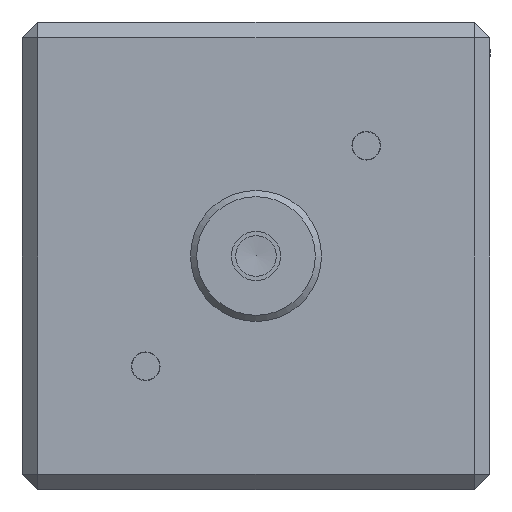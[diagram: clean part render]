
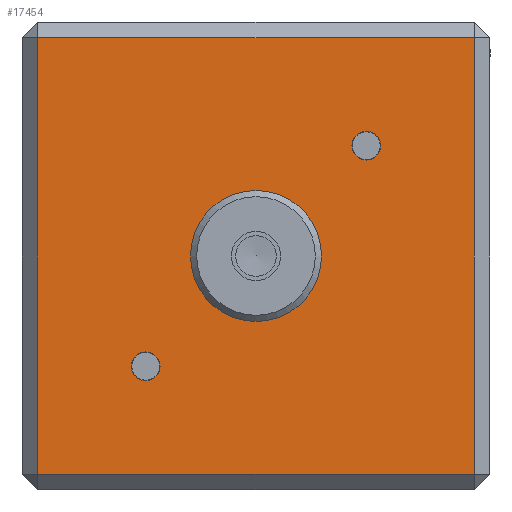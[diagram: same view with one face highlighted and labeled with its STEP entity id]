
A CAD part, front view. The second image highlights one B-rep face of the part: STEP entity #17454.
In plain terms, the highlighted planar face has unit normal (0, -1, 0).
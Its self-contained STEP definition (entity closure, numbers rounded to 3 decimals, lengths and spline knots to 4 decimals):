
#281=FACE_BOUND('',#2863,.T.);
#282=FACE_BOUND('',#2864,.T.);
#283=FACE_BOUND('',#2865,.T.);
#562=PLANE('',#18477);
#1853=FACE_OUTER_BOUND('',#2862,.T.);
#2862=EDGE_LOOP('',(#13307,#13308,#13309,#13310));
#2863=EDGE_LOOP('',(#13311));
#2864=EDGE_LOOP('',(#13312));
#2865=EDGE_LOOP('',(#13313));
#4182=LINE('',#28558,#5837);
#4183=LINE('',#28560,#5838);
#4184=LINE('',#28562,#5839);
#4185=LINE('',#28563,#5840);
#5837=VECTOR('',#20793,39.3701);
#5838=VECTOR('',#20794,39.3701);
#5839=VECTOR('',#20795,39.3701);
#5840=VECTOR('',#20796,39.3701);
#6823=CIRCLE('',#18411,0.0445);
#6825=CIRCLE('',#18414,0.0445);
#6828=CIRCLE('',#18418,0.1083);
#7697=VERTEX_POINT('',#28199);
#7699=VERTEX_POINT('',#28205);
#7702=VERTEX_POINT('',#28213);
#7804=VERTEX_POINT('',#28556);
#7805=VERTEX_POINT('',#28557);
#7806=VERTEX_POINT('',#28559);
#7807=VERTEX_POINT('',#28561);
#9648=EDGE_CURVE('',#7697,#7697,#6823,.T.);
#9651=EDGE_CURVE('',#7699,#7699,#6825,.T.);
#9656=EDGE_CURVE('',#7702,#7702,#6828,.T.);
#9791=EDGE_CURVE('',#7804,#7805,#4182,.T.);
#9792=EDGE_CURVE('',#7805,#7806,#4183,.T.);
#9793=EDGE_CURVE('',#7806,#7807,#4184,.T.);
#9794=EDGE_CURVE('',#7807,#7804,#4185,.T.);
#13307=ORIENTED_EDGE('',*,*,#9791,.T.);
#13308=ORIENTED_EDGE('',*,*,#9792,.T.);
#13309=ORIENTED_EDGE('',*,*,#9793,.T.);
#13310=ORIENTED_EDGE('',*,*,#9794,.T.);
#13311=ORIENTED_EDGE('',*,*,#9648,.T.);
#13312=ORIENTED_EDGE('',*,*,#9651,.T.);
#13313=ORIENTED_EDGE('',*,*,#9656,.F.);
#17454=ADVANCED_FACE('',(#1853,#281,#282,#283),#562,.F.);
#18411=AXIS2_PLACEMENT_3D('',#28200,#20565,#20566);
#18414=AXIS2_PLACEMENT_3D('',#28206,#20572,#20573);
#18418=AXIS2_PLACEMENT_3D('',#28215,#20582,#20583);
#18477=AXIS2_PLACEMENT_3D('',#28555,#20791,#20792);
#20565=DIRECTION('center_axis',(0.,1.,0.));
#20566=DIRECTION('ref_axis',(1.,0.,0.));
#20572=DIRECTION('center_axis',(0.,1.,0.));
#20573=DIRECTION('ref_axis',(1.,0.,0.));
#20582=DIRECTION('center_axis',(0.,-1.,0.));
#20583=DIRECTION('ref_axis',(-1.,0.,0.));
#20791=DIRECTION('center_axis',(0.,1.,0.));
#20792=DIRECTION('ref_axis',(1.,0.,0.));
#20793=DIRECTION('',(1.,0.,0.));
#20794=DIRECTION('',(0.,0.,1.));
#20795=DIRECTION('',(-1.,0.,0.));
#20796=DIRECTION('',(0.,0.,-1.));
#28199=CARTESIAN_POINT('',(-0.3981,-0.86,-0.3536));
#28200=CARTESIAN_POINT('Origin',(-0.3536,-0.86,-0.3536));
#28205=CARTESIAN_POINT('',(0.3091,-0.86,0.3536));
#28206=CARTESIAN_POINT('Origin',(0.3536,-0.86,0.3536));
#28213=CARTESIAN_POINT('',(0.1083,-0.86,0.));
#28215=CARTESIAN_POINT('Origin',(0.,-0.86,0.));
#28555=CARTESIAN_POINT('Origin',(0.75,-0.86,0.75));
#28556=CARTESIAN_POINT('',(-0.7,-0.86,-0.7));
#28557=CARTESIAN_POINT('',(0.7,-0.86,-0.7));
#28558=CARTESIAN_POINT('',(0.75,-0.86,-0.7));
#28559=CARTESIAN_POINT('',(0.7,-0.86,0.7));
#28560=CARTESIAN_POINT('',(0.7,-0.86,0.75));
#28561=CARTESIAN_POINT('',(-0.7,-0.86,0.7));
#28562=CARTESIAN_POINT('',(0.75,-0.86,0.7));
#28563=CARTESIAN_POINT('',(-0.7,-0.86,0.75));
